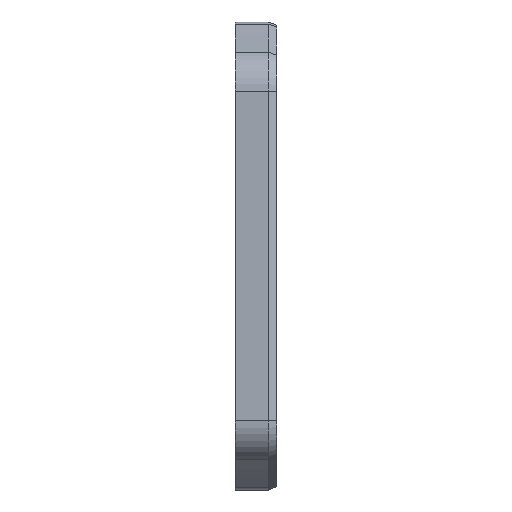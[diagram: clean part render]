
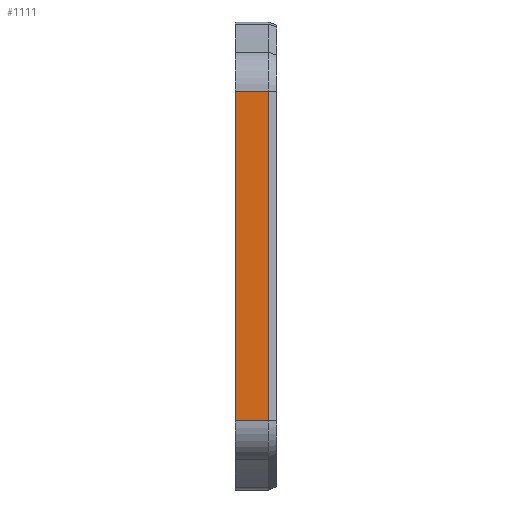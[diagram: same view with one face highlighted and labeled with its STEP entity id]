
A CAD part, left-side view. The second image highlights one B-rep face of the part: STEP entity #1111.
In plain terms, the highlighted planar face has unit normal (-1, 0, 0).
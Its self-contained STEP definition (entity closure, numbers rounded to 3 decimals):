
#195 = CARTESIAN_POINT ( 'NONE',  ( -2.2, 1.648, 6. ) ) ;
#281 = CARTESIAN_POINT ( 'NONE',  ( -2.2, 8., 6. ) ) ;
#339 = CARTESIAN_POINT ( 'NONE',  ( -2.2, 8., 68.8 ) ) ;
#343 = DIRECTION ( 'NONE',  ( 0., 0., 1. ) ) ;
#430 = LINE ( 'NONE', #737, #1169 ) ;
#432 = CARTESIAN_POINT ( 'NONE',  ( -2.2, 8., 6. ) ) ;
#480 = EDGE_CURVE ( 'NONE', #2457, #1359, #1791, .T. ) ;
#625 = VECTOR ( 'NONE', #2195, 1000. ) ;
#693 = DIRECTION ( 'NONE',  ( 0., -1., 0. ) ) ;
#705 = CARTESIAN_POINT ( 'NONE',  ( -2.2, 1.648, 68.8 ) ) ;
#737 = CARTESIAN_POINT ( 'NONE',  ( -2.2, 1.648, 6. ) ) ;
#738 = LINE ( 'NONE', #432, #1932 ) ;
#802 = LINE ( 'NONE', #865, #625 ) ;
#865 = CARTESIAN_POINT ( 'NONE',  ( -2.2, 8., 68.8 ) ) ;
#943 = DIRECTION ( 'NONE',  ( 0., 0., 1. ) ) ;
#1072 = EDGE_CURVE ( 'NONE', #2457, #1386, #738, .T. ) ;
#1111 = ADVANCED_FACE ( 'NONE', ( #1367 ), #2406, .F. ) ;
#1154 = EDGE_CURVE ( 'NONE', #1359, #1655, #802, .T. ) ;
#1169 = VECTOR ( 'NONE', #943, 1000. ) ;
#1239 = DIRECTION ( 'NONE',  ( 1., 0., 0. ) ) ;
#1293 = VECTOR ( 'NONE', #343, 1000. ) ;
#1359 = VERTEX_POINT ( 'NONE', #339 ) ;
#1367 = FACE_OUTER_BOUND ( 'NONE', #2323, .T. ) ;
#1386 = VERTEX_POINT ( 'NONE', #195 ) ;
#1503 = CARTESIAN_POINT ( 'NONE',  ( -2.2, 8., 6. ) ) ;
#1655 = VERTEX_POINT ( 'NONE', #705 ) ;
#1743 = ORIENTED_EDGE ( 'NONE', *, *, #1072, .T. ) ;
#1791 = LINE ( 'NONE', #1503, #1293 ) ;
#1815 = EDGE_CURVE ( 'NONE', #1386, #1655, #430, .T. ) ;
#1932 = VECTOR ( 'NONE', #693, 1000. ) ;
#1971 = ORIENTED_EDGE ( 'NONE', *, *, #1815, .T. ) ;
#2195 = DIRECTION ( 'NONE',  ( 0., -1., 0. ) ) ;
#2213 = CARTESIAN_POINT ( 'NONE',  ( -2.2, 8., 6. ) ) ;
#2236 = ORIENTED_EDGE ( 'NONE', *, *, #1154, .F. ) ;
#2323 = EDGE_LOOP ( 'NONE', ( #1743, #1971, #2236, #2495 ) ) ;
#2365 = AXIS2_PLACEMENT_3D ( 'NONE', #281, #1239, #2381 ) ;
#2381 = DIRECTION ( 'NONE',  ( 0., 0., -1. ) ) ;
#2406 = PLANE ( 'NONE',  #2365 ) ;
#2457 = VERTEX_POINT ( 'NONE', #2213 ) ;
#2495 = ORIENTED_EDGE ( 'NONE', *, *, #480, .F. ) ;
